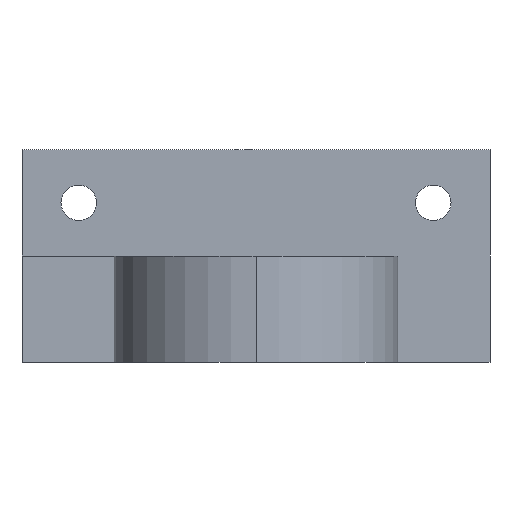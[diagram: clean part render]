
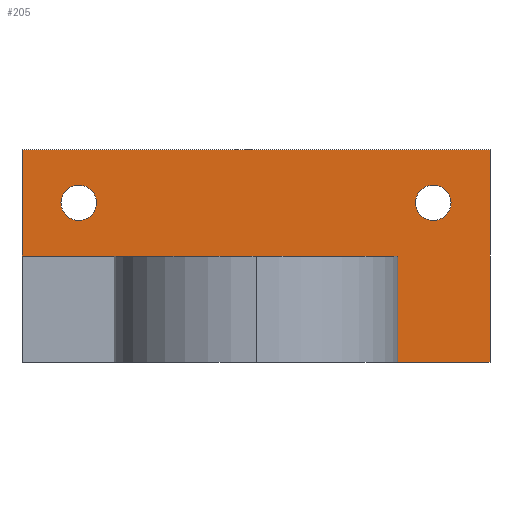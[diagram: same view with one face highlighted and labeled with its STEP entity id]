
A CAD part, left-side view. The second image highlights one B-rep face of the part: STEP entity #205.
In plain terms, the highlighted planar face has unit normal (-1, 0, 0).
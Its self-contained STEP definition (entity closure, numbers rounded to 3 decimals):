
#32=CARTESIAN_POINT('',(34.,-15.977,0.));
#33=VERTEX_POINT('',#32);
#34=CARTESIAN_POINT('',(34.,-28.977,0.));
#35=VERTEX_POINT('',#34);
#36=CARTESIAN_POINT('',(34.,-15.977,0.));
#37=DIRECTION('',(0.,-1.,0.));
#38=VECTOR('',#37,13.);
#39=LINE('',#36,#38);
#40=EDGE_CURVE('',#33,#35,#39,.T.);
#129=CARTESIAN_POINT('',(34.,4.012,30.));
#130=DIRECTION('',(-1.,0.,0.));
#131=DIRECTION('',(0.,0.,1.));
#132=AXIS2_PLACEMENT_3D('',#129,#130,#131);
#133=PLANE('',#132);
#134=CARTESIAN_POINT('',(34.,-20.982,25.));
#135=VERTEX_POINT('',#134);
#136=CARTESIAN_POINT('',(34.,-20.982,22.5));
#137=DIRECTION('',(-1.,0.,0.));
#138=DIRECTION('',(0.,0.,1.));
#139=AXIS2_PLACEMENT_3D('',#136,#137,#138);
#140=CIRCLE('',#139,2.5);
#141=EDGE_CURVE('',#135,#135,#140,.T.);
#142=ORIENTED_EDGE('',*,*,#141,.F.);
#143=EDGE_LOOP('',(#142));
#144=FACE_BOUND('',#143,.T.);
#145=CARTESIAN_POINT('',(34.,29.006,25.));
#146=VERTEX_POINT('',#145);
#147=CARTESIAN_POINT('',(34.,29.006,22.5));
#148=DIRECTION('',(-1.,0.,0.));
#149=DIRECTION('',(0.,0.,1.));
#150=AXIS2_PLACEMENT_3D('',#147,#148,#149);
#151=CIRCLE('',#150,2.5);
#152=EDGE_CURVE('',#146,#146,#151,.T.);
#153=ORIENTED_EDGE('',*,*,#152,.F.);
#154=EDGE_LOOP('',(#153));
#155=FACE_BOUND('',#154,.T.);
#156=CARTESIAN_POINT('',(34.,-15.977,15.));
#157=VERTEX_POINT('',#156);
#158=CARTESIAN_POINT('',(34.,-15.977,0.));
#159=DIRECTION('',(0.,0.,1.));
#160=VECTOR('',#159,15.);
#161=LINE('',#158,#160);
#162=EDGE_CURVE('',#33,#157,#161,.T.);
#163=ORIENTED_EDGE('',*,*,#162,.F.);
#164=ORIENTED_EDGE('',*,*,#40,.T.);
#165=CARTESIAN_POINT('',(34.,-28.977,30.));
#166=VERTEX_POINT('',#165);
#167=CARTESIAN_POINT('',(34.,-28.977,0.));
#168=DIRECTION('',(0.,0.,1.));
#169=VECTOR('',#168,30.);
#170=LINE('',#167,#169);
#171=EDGE_CURVE('',#35,#166,#170,.T.);
#172=ORIENTED_EDGE('',*,*,#171,.T.);
#173=CARTESIAN_POINT('',(34.,37.,30.));
#174=VERTEX_POINT('',#173);
#175=CARTESIAN_POINT('',(34.,-28.977,30.));
#176=DIRECTION('',(0.,1.,0.));
#177=VECTOR('',#176,65.977);
#178=LINE('',#175,#177);
#179=EDGE_CURVE('',#166,#174,#178,.T.);
#180=ORIENTED_EDGE('',*,*,#179,.T.);
#181=CARTESIAN_POINT('',(34.,37.,15.));
#182=VERTEX_POINT('',#181);
#183=CARTESIAN_POINT('',(34.,37.,30.));
#184=DIRECTION('',(0.,0.,-1.));
#185=VECTOR('',#184,15.);
#186=LINE('',#183,#185);
#187=EDGE_CURVE('',#174,#182,#186,.T.);
#188=ORIENTED_EDGE('',*,*,#187,.T.);
#189=CARTESIAN_POINT('',(34.,24.,15.));
#190=VERTEX_POINT('',#189);
#191=CARTESIAN_POINT('',(34.,37.,15.));
#192=DIRECTION('',(0.,-1.,0.));
#193=VECTOR('',#192,13.);
#194=LINE('',#191,#193);
#195=EDGE_CURVE('',#182,#190,#194,.T.);
#196=ORIENTED_EDGE('',*,*,#195,.T.);
#197=CARTESIAN_POINT('',(34.,-15.977,15.));
#198=DIRECTION('',(0.,1.,0.));
#199=VECTOR('',#198,39.977);
#200=LINE('',#197,#199);
#201=EDGE_CURVE('',#157,#190,#200,.T.);
#202=ORIENTED_EDGE('',*,*,#201,.F.);
#203=EDGE_LOOP('',(#163,#164,#172,#180,#188,#196,#202));
#204=FACE_BOUND('',#203,.T.);
#205=ADVANCED_FACE('',(#144,#155,#204),#133,.T.);
